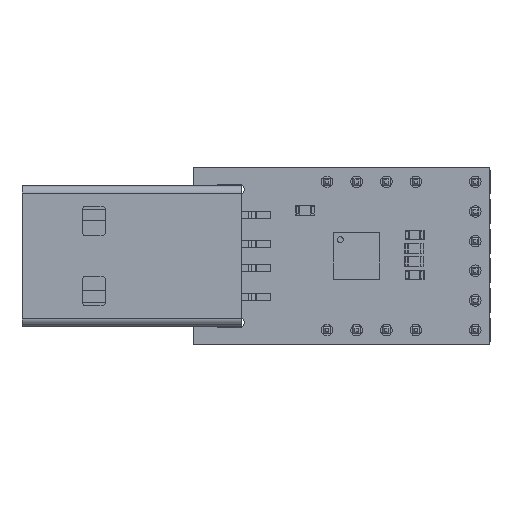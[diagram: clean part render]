
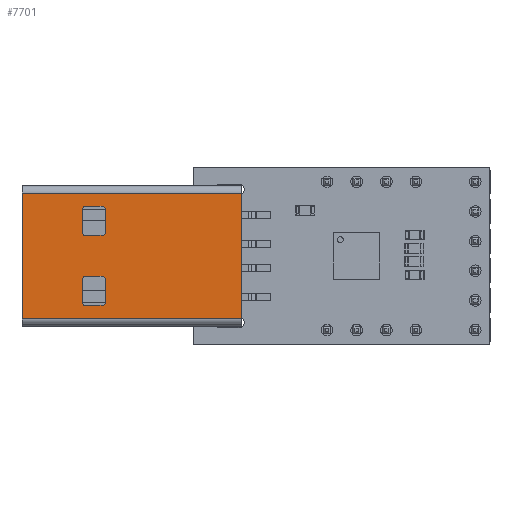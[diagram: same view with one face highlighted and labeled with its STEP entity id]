
A CAD part, top view. The second image highlights one B-rep face of the part: STEP entity #7701.
In plain terms, the highlighted planar face has unit normal (0, 0, 1).
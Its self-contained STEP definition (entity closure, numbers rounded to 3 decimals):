
#7045 = VERTEX_POINT('',#7046);
#7046 = CARTESIAN_POINT('',(3.74,-3.95,3.25));
#7052 = EDGE_CURVE('',#7045,#7053,#7055,.T.);
#7053 = VERTEX_POINT('',#7054);
#7054 = CARTESIAN_POINT('',(3.74,-2.05,3.25));
#7055 = LINE('',#7056,#7057);
#7056 = CARTESIAN_POINT('',(3.74,-4.818,3.25));
#7057 = VECTOR('',#7058,1.);
#7058 = DIRECTION('',(0.,1.,0.));
#7076 = VERTEX_POINT('',#7077);
#7077 = CARTESIAN_POINT('',(4.04,-4.25,3.25));
#7083 = EDGE_CURVE('',#7045,#7076,#7084,.T.);
#7084 = CIRCLE('',#7085,0.3);
#7085 = AXIS2_PLACEMENT_3D('',#7086,#7087,#7088);
#7086 = CARTESIAN_POINT('',(4.04,-3.95,3.25));
#7087 = DIRECTION('',(-0.,0.,1.));
#7088 = DIRECTION('',(1.,0.,0.));
#7100 = EDGE_CURVE('',#7053,#7101,#7103,.T.);
#7101 = VERTEX_POINT('',#7102);
#7102 = CARTESIAN_POINT('',(4.04,-1.75,3.25));
#7103 = CIRCLE('',#7104,0.3);
#7104 = AXIS2_PLACEMENT_3D('',#7105,#7106,#7107);
#7105 = CARTESIAN_POINT('',(4.04,-2.05,3.25));
#7106 = DIRECTION('',(0.,-0.,-1.));
#7107 = DIRECTION('',(1.,0.,0.));
#7126 = VERTEX_POINT('',#7127);
#7127 = CARTESIAN_POINT('',(5.44,-4.25,3.25));
#7133 = EDGE_CURVE('',#7126,#7076,#7134,.T.);
#7134 = LINE('',#7135,#7136);
#7135 = CARTESIAN_POINT('',(8.32,-4.25,3.25));
#7136 = VECTOR('',#7137,1.);
#7137 = DIRECTION('',(-1.,0.,0.));
#7150 = EDGE_CURVE('',#7101,#7151,#7153,.T.);
#7151 = VERTEX_POINT('',#7152);
#7152 = CARTESIAN_POINT('',(5.44,-1.75,3.25));
#7153 = LINE('',#7154,#7155);
#7154 = CARTESIAN_POINT('',(7.32,-1.75,3.25));
#7155 = VECTOR('',#7156,1.);
#7156 = DIRECTION('',(1.,0.,0.));
#7173 = VERTEX_POINT('',#7174);
#7174 = CARTESIAN_POINT('',(5.74,-3.95,3.25));
#7180 = EDGE_CURVE('',#7173,#7126,#7181,.T.);
#7181 = CIRCLE('',#7182,0.3);
#7182 = AXIS2_PLACEMENT_3D('',#7183,#7184,#7185);
#7183 = CARTESIAN_POINT('',(5.44,-3.95,3.25));
#7184 = DIRECTION('',(0.,-0.,-1.));
#7185 = DIRECTION('',(1.,0.,0.));
#7198 = EDGE_CURVE('',#7151,#7199,#7201,.T.);
#7199 = VERTEX_POINT('',#7200);
#7200 = CARTESIAN_POINT('',(5.74,-2.05,3.25));
#7201 = CIRCLE('',#7202,0.3);
#7202 = AXIS2_PLACEMENT_3D('',#7203,#7204,#7205);
#7203 = CARTESIAN_POINT('',(5.44,-2.05,3.25));
#7204 = DIRECTION('',(0.,-0.,-1.));
#7205 = DIRECTION('',(1.,0.,0.));
#7224 = EDGE_CURVE('',#7199,#7173,#7225,.T.);
#7225 = LINE('',#7226,#7227);
#7226 = CARTESIAN_POINT('',(5.74,-3.568,3.25));
#7227 = VECTOR('',#7228,1.);
#7228 = DIRECTION('',(0.,-1.,0.));
#7283 = VERTEX_POINT('',#7284);
#7284 = CARTESIAN_POINT('',(10.9,-5.385,3.25));
#7291 = EDGE_CURVE('',#7283,#7292,#7294,.T.);
#7292 = VERTEX_POINT('',#7293);
#7293 = CARTESIAN_POINT('',(10.9,5.385,3.25));
#7294 = LINE('',#7295,#7296);
#7295 = CARTESIAN_POINT('',(10.9,-5.385,3.25));
#7296 = VECTOR('',#7297,1.);
#7297 = DIRECTION('',(0.,1.,0.));
#7420 = VERTEX_POINT('',#7421);
#7421 = CARTESIAN_POINT('',(-7.9,-5.385,3.25));
#7428 = EDGE_CURVE('',#7420,#7429,#7431,.T.);
#7429 = VERTEX_POINT('',#7430);
#7430 = CARTESIAN_POINT('',(-7.9,5.385,3.25));
#7431 = LINE('',#7432,#7433);
#7432 = CARTESIAN_POINT('',(-7.9,-5.385,3.25));
#7433 = VECTOR('',#7434,1.);
#7434 = DIRECTION('',(0.,1.,0.));
#7511 = VERTEX_POINT('',#7512);
#7512 = CARTESIAN_POINT('',(3.74,2.05,3.25));
#7518 = EDGE_CURVE('',#7511,#7519,#7521,.T.);
#7519 = VERTEX_POINT('',#7520);
#7520 = CARTESIAN_POINT('',(3.74,3.95,3.25));
#7521 = LINE('',#7522,#7523);
#7522 = CARTESIAN_POINT('',(3.74,-1.818,3.25));
#7523 = VECTOR('',#7524,1.);
#7524 = DIRECTION('',(0.,1.,0.));
#7542 = VERTEX_POINT('',#7543);
#7543 = CARTESIAN_POINT('',(4.04,1.75,3.25));
#7549 = EDGE_CURVE('',#7511,#7542,#7550,.T.);
#7550 = CIRCLE('',#7551,0.3);
#7551 = AXIS2_PLACEMENT_3D('',#7552,#7553,#7554);
#7552 = CARTESIAN_POINT('',(4.04,2.05,3.25));
#7553 = DIRECTION('',(-0.,0.,1.));
#7554 = DIRECTION('',(1.,0.,0.));
#7566 = EDGE_CURVE('',#7519,#7567,#7569,.T.);
#7567 = VERTEX_POINT('',#7568);
#7568 = CARTESIAN_POINT('',(4.04,4.25,3.25));
#7569 = CIRCLE('',#7570,0.3);
#7570 = AXIS2_PLACEMENT_3D('',#7571,#7572,#7573);
#7571 = CARTESIAN_POINT('',(4.04,3.95,3.25));
#7572 = DIRECTION('',(0.,-0.,-1.));
#7573 = DIRECTION('',(1.,0.,0.));
#7592 = VERTEX_POINT('',#7593);
#7593 = CARTESIAN_POINT('',(5.44,1.75,3.25));
#7599 = EDGE_CURVE('',#7592,#7542,#7600,.T.);
#7600 = LINE('',#7601,#7602);
#7601 = CARTESIAN_POINT('',(8.32,1.75,3.25));
#7602 = VECTOR('',#7603,1.);
#7603 = DIRECTION('',(-1.,0.,0.));
#7616 = EDGE_CURVE('',#7567,#7617,#7619,.T.);
#7617 = VERTEX_POINT('',#7618);
#7618 = CARTESIAN_POINT('',(5.44,4.25,3.25));
#7619 = LINE('',#7620,#7621);
#7620 = CARTESIAN_POINT('',(7.32,4.25,3.25));
#7621 = VECTOR('',#7622,1.);
#7622 = DIRECTION('',(1.,0.,0.));
#7639 = VERTEX_POINT('',#7640);
#7640 = CARTESIAN_POINT('',(5.74,2.05,3.25));
#7646 = EDGE_CURVE('',#7639,#7592,#7647,.T.);
#7647 = CIRCLE('',#7648,0.3);
#7648 = AXIS2_PLACEMENT_3D('',#7649,#7650,#7651);
#7649 = CARTESIAN_POINT('',(5.44,2.05,3.25));
#7650 = DIRECTION('',(0.,-0.,-1.));
#7651 = DIRECTION('',(1.,0.,0.));
#7664 = EDGE_CURVE('',#7617,#7665,#7667,.T.);
#7665 = VERTEX_POINT('',#7666);
#7666 = CARTESIAN_POINT('',(5.74,3.95,3.25));
#7667 = CIRCLE('',#7668,0.3);
#7668 = AXIS2_PLACEMENT_3D('',#7669,#7670,#7671);
#7669 = CARTESIAN_POINT('',(5.44,3.95,3.25));
#7670 = DIRECTION('',(0.,-0.,-1.));
#7671 = DIRECTION('',(1.,0.,0.));
#7690 = EDGE_CURVE('',#7665,#7639,#7691,.T.);
#7691 = LINE('',#7692,#7693);
#7692 = CARTESIAN_POINT('',(5.74,-0.568,3.25));
#7693 = VECTOR('',#7694,1.);
#7694 = DIRECTION('',(0.,-1.,0.));
#7701 = ADVANCED_FACE('',(#7702,#7712,#7728),#7738,.F.);
#7702 = FACE_BOUND('',#7703,.F.);
#7703 = EDGE_LOOP('',(#7704,#7705,#7706,#7707,#7708,#7709,#7710,#7711));
#7704 = ORIENTED_EDGE('',*,*,#7052,.F.);
#7705 = ORIENTED_EDGE('',*,*,#7083,.T.);
#7706 = ORIENTED_EDGE('',*,*,#7133,.F.);
#7707 = ORIENTED_EDGE('',*,*,#7180,.F.);
#7708 = ORIENTED_EDGE('',*,*,#7224,.F.);
#7709 = ORIENTED_EDGE('',*,*,#7198,.F.);
#7710 = ORIENTED_EDGE('',*,*,#7150,.F.);
#7711 = ORIENTED_EDGE('',*,*,#7100,.F.);
#7712 = FACE_BOUND('',#7713,.F.);
#7713 = EDGE_LOOP('',(#7714,#7720,#7721,#7727));
#7714 = ORIENTED_EDGE('',*,*,#7715,.T.);
#7715 = EDGE_CURVE('',#7283,#7420,#7716,.T.);
#7716 = LINE('',#7717,#7718);
#7717 = CARTESIAN_POINT('',(10.9,-5.385,3.25));
#7718 = VECTOR('',#7719,1.);
#7719 = DIRECTION('',(-1.,0.,0.));
#7720 = ORIENTED_EDGE('',*,*,#7428,.T.);
#7721 = ORIENTED_EDGE('',*,*,#7722,.F.);
#7722 = EDGE_CURVE('',#7292,#7429,#7723,.T.);
#7723 = LINE('',#7724,#7725);
#7724 = CARTESIAN_POINT('',(10.9,5.385,3.25));
#7725 = VECTOR('',#7726,1.);
#7726 = DIRECTION('',(-1.,0.,0.));
#7727 = ORIENTED_EDGE('',*,*,#7291,.F.);
#7728 = FACE_BOUND('',#7729,.F.);
#7729 = EDGE_LOOP('',(#7730,#7731,#7732,#7733,#7734,#7735,#7736,#7737));
#7730 = ORIENTED_EDGE('',*,*,#7518,.F.);
#7731 = ORIENTED_EDGE('',*,*,#7549,.T.);
#7732 = ORIENTED_EDGE('',*,*,#7599,.F.);
#7733 = ORIENTED_EDGE('',*,*,#7646,.F.);
#7734 = ORIENTED_EDGE('',*,*,#7690,.F.);
#7735 = ORIENTED_EDGE('',*,*,#7664,.F.);
#7736 = ORIENTED_EDGE('',*,*,#7616,.F.);
#7737 = ORIENTED_EDGE('',*,*,#7566,.F.);
#7738 = PLANE('',#7739);
#7739 = AXIS2_PLACEMENT_3D('',#7740,#7741,#7742);
#7740 = CARTESIAN_POINT('',(10.9,-5.385,3.25));
#7741 = DIRECTION('',(0.,0.,-1.));
#7742 = DIRECTION('',(0.,1.,0.));
